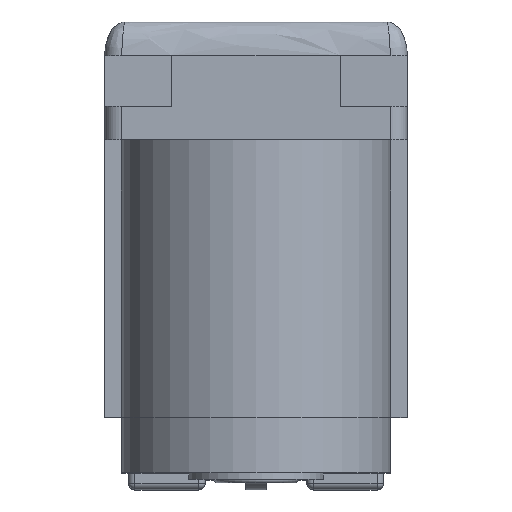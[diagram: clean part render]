
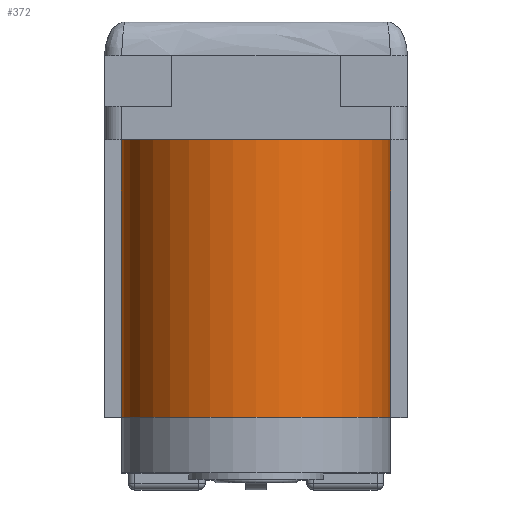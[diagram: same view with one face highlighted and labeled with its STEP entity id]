
A CAD part, top view. The second image highlights one B-rep face of the part: STEP entity #372.
In plain terms, the highlighted cylindrical face has radius 4 mm (diameter 8 mm), a partial arc.
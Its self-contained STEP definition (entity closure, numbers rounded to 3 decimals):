
#372=ADVANCED_FACE('',(#2689),#2691,.T.);
#2689=FACE_BOUND('',#2690,.T.);
#2690=EDGE_LOOP('',(#4541,#4542,#4543,#4544));
#2691=CYLINDRICAL_SURFACE('',#2692,4.);
#2692=AXIS2_PLACEMENT_3D('',#2693,#2694,#2695);
#2693=CARTESIAN_POINT('',(0.,4.,6.5));
#2694=DIRECTION('',(0.,1.,0.));
#2695=DIRECTION('',(-1.,0.,0.));
#4541=ORIENTED_EDGE('',*,*,#5418,.F.);
#4542=ORIENTED_EDGE('',*,*,#5415,.F.);
#4543=ORIENTED_EDGE('',*,*,#5407,.F.);
#4544=ORIENTED_EDGE('',*,*,#5457,.T.);
#5407=EDGE_CURVE('',#5939,#5941,#5942,.T.);
#5415=EDGE_CURVE('',#5941,#5953,#5954,.T.);
#5418=EDGE_CURVE('',#5953,#5958,#5959,.F.);
#5457=EDGE_CURVE('',#5939,#5958,#6028,.T.);
#5939=VERTEX_POINT('',#6937);
#5941=VERTEX_POINT('',#6941);
#5942=CIRCLE('',#6942,4.);
#5953=VERTEX_POINT('',#7001);
#5954=LINE('',#7002,#7003);
#5958=VERTEX_POINT('',#7013);
#5959=CIRCLE('',#7014,4.);
#6028=LINE('',#7164,#7165);
#6937=CARTESIAN_POINT('',(-4.,4.,6.5));
#6941=CARTESIAN_POINT('',(4.,4.,6.5));
#6942=AXIS2_PLACEMENT_3D('',#6943,#6944,#6945);
#6943=CARTESIAN_POINT('',(0.,4.,6.5));
#6944=DIRECTION('',(0.,1.,0.));
#6945=DIRECTION('',(-1.,0.,0.));
#7001=CARTESIAN_POINT('',(4.,-4.25,6.5));
#7002=CARTESIAN_POINT('',(4.,4.,6.5));
#7003=VECTOR('',#7004,1.);
#7004=DIRECTION('',(0.,-1.,0.));
#7013=CARTESIAN_POINT('',(-4.,-4.25,6.5));
#7014=AXIS2_PLACEMENT_3D('',#7015,#7016,#7017);
#7015=CARTESIAN_POINT('',(0.,-4.25,6.5));
#7016=DIRECTION('',(0.,1.,0.));
#7017=DIRECTION('',(-1.,0.,0.));
#7164=CARTESIAN_POINT('',(-4.,4.,6.5));
#7165=VECTOR('',#7166,1.);
#7166=DIRECTION('',(0.,-1.,0.));
